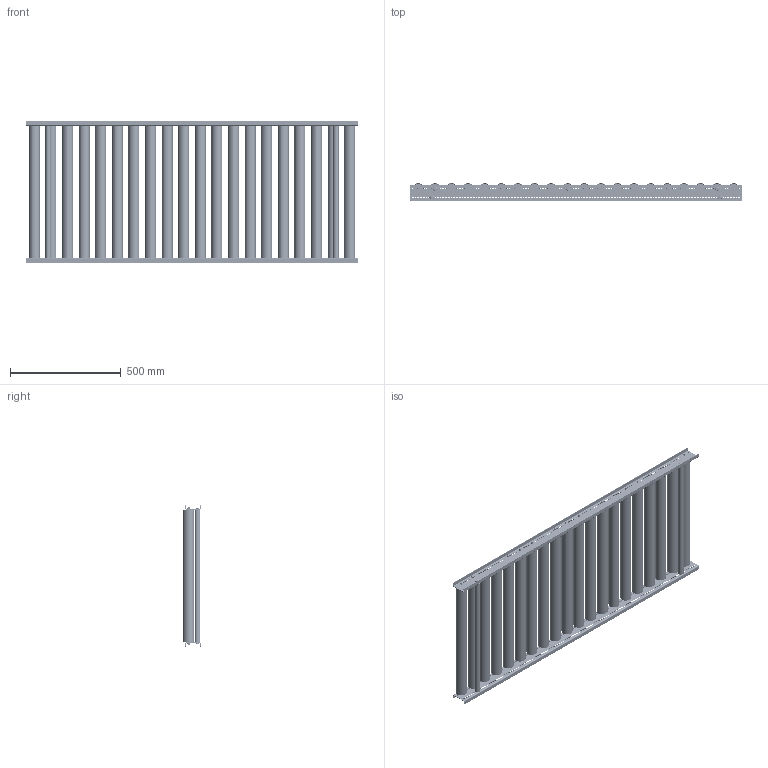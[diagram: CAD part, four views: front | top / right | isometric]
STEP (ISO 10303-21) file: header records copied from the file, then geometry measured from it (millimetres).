
FILE_DESCRIPTION (( 'STEP AP214' ), '1' );
FILE_NAME ('0052221.step', '2023-04-03T10:00:58', ( '' ), ( '' ), 'SwSTEP 2.0', 'SolidWorks 2020', '' );
FILE_SCHEMA (( 'AUTOMOTIVE_DESIGN' ));
Length unit declared in the file: millimetre
Products named in the file (14): 0039780-Achse-ST-Ø12-KFG_IGM8-AL=600-TRG; TRG-50x1,5-STI-A12-IGM8-EL=KFG_0022780TWG_TRG-50x1,5-STI-A12-IGM8-EL=600; Profil_LRB-20x70x20x2_KFG_S100201_U-PROFIL-20-70-20-2-LRB-L=1500; Druckfeder_1,2x10x30; 0052221; Sicherungsring_DIN471_8x0.8_Circlip DIN 471 - 8 x 0.8; Tragrollenachse-Ø8_KFG_L=620; 0026293_Typ-TRG-50x1,5-12; 0024178_Passscheibe_DIN988_12x18x1; S100994_Sperrzahnschraube_M08x16-8.8-A2K; TRG-50x1,5-STI-A8-FA_KFG_0050888_TRG-50x1,5-STI-A8-FA-EL=600; Traversen_KFG_L600; 0039771_Tragrollenrohr-Ø50x1,5STI_KFG_EL600; 0026295_Typ-TRG_50x1,5-8
Assembly tree (47 placements, depth 3):
  0052221
    Profil_LRB-20x70x20x2_KFG_S100201_U-PROFIL-20-70-20-2-LRB-L=1500  x2
    TRG-50x1,5-STI-A12-IGM8-EL=KFG_0022780TWG_TRG-50x1,5-STI-A12-IGM8-EL=600  x3
      0039780-Achse-ST-Ø12-KFG_IGM8-AL=600-TRG
      0026293_Typ-TRG-50x1,5-12
      0039771_Tragrollenrohr-Ø50x1,5STI_KFG_EL600
      0024178_Passscheibe_DIN988_12x18x1
    S100994_Sperrzahnschraube_M08x16-8.8-A2K  x10
    Traversen_KFG_L600  x2
    TRG-50x1,5-STI-A8-FA_KFG_0050888_TRG-50x1,5-STI-A8-FA-EL=600  x17
      0026295_Typ-TRG_50x1,5-8
      Tragrollenachse-Ø8_KFG_L=620
      0039771_Tragrollenrohr-Ø50x1,5STI_KFG_EL600
      Druckfeder_1,2x10x30
      Sicherungsring_DIN471_8x0.8_Circlip DIN 471 - 8 x 0.8
Bounding box: 1500 x 80 x 640 mm (x, y, z)
Volume: 4600876.5 mm3; surface area: 5348467.9 mm2
Topology: 369 solids, 369 shells, 8236 faces, 19234 edges, 11900 vertices
Faces by surface type: cylinder 2988, bspline 1870, plane 1674, cone 844, torus 524, sphere 336
Entity records: 44313 total; most frequent: CARTESIAN_POINT 12556, DIRECTION 6109, ORIENTED_EDGE 5270, AXIS2_PLACEMENT_3D 2680, EDGE_CURVE 2635, VERTEX_POINT 1706, CIRCLE 1676, EDGE_LOOP 1533
